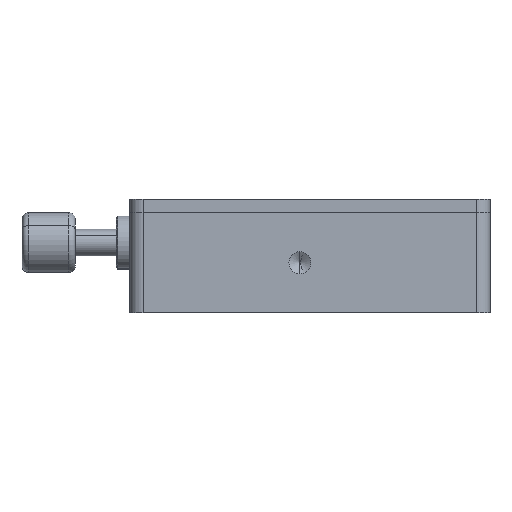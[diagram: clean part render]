
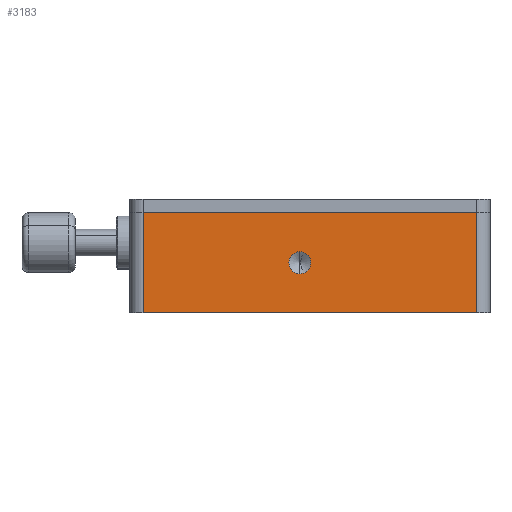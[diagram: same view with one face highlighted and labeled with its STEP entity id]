
A CAD part, left-side view. The second image highlights one B-rep face of the part: STEP entity #3183.
In plain terms, the highlighted planar face has unit normal (-1, 0, 0).
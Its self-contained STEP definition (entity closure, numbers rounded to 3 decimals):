
#15 = VERTEX_POINT ( 'NONE', #10547 ) ;
#228 = VERTEX_POINT ( 'NONE', #625 ) ;
#385 = VERTEX_POINT ( 'NONE', #4365 ) ;
#625 = CARTESIAN_POINT ( 'NONE',  ( -27., -25., -7.5 ) ) ;
#1255 = FACE_BOUND ( 'NONE', #2644, .T. ) ;
#1279 = VECTOR ( 'NONE', #7210, 1000. ) ;
#1782 = EDGE_CURVE ( 'NONE', #385, #228, #3577, .T. ) ;
#1863 = DIRECTION ( 'NONE',  ( 0., 0., 1. ) ) ;
#2164 = EDGE_CURVE ( 'NONE', #2442, #385, #6854, .T. ) ;
#2168 = DIRECTION ( 'NONE',  ( 0., 0., 1. ) ) ;
#2296 = EDGE_CURVE ( 'NONE', #8615, #8332, #10630, .T. ) ;
#2393 = PLANE ( 'NONE',  #11025 ) ;
#2442 = VERTEX_POINT ( 'NONE', #10078 ) ;
#2580 = ORIENTED_EDGE ( 'NONE', *, *, #8764, .T. ) ;
#2644 = EDGE_LOOP ( 'NONE', ( #4391, #6948 ) ) ;
#2800 = DIRECTION ( 'NONE',  ( -1., 0., 0. ) ) ;
#2854 = CARTESIAN_POINT ( 'NONE',  ( -27., -27., -7.5 ) ) ;
#2979 = AXIS2_PLACEMENT_3D ( 'NONE', #9585, #9539, #1863 ) ;
#3168 = ORIENTED_EDGE ( 'NONE', *, *, #2164, .T. ) ;
#3183 = ADVANCED_FACE ( 'NONE', ( #1255, #6134 ), #2393, .F. ) ;
#3284 = CARTESIAN_POINT ( 'NONE',  ( -27., 1.5, 1.65 ) ) ;
#3577 = LINE ( 'NONE', #2854, #1279 ) ;
#4365 = CARTESIAN_POINT ( 'NONE',  ( -27., 25., -7.5 ) ) ;
#4391 = ORIENTED_EDGE ( 'NONE', *, *, #8440, .F. ) ;
#4962 = ORIENTED_EDGE ( 'NONE', *, *, #1782, .T. ) ;
#5095 = VECTOR ( 'NONE', #2168, 1000. ) ;
#5462 = DIRECTION ( 'NONE',  ( 0., 0., -1. ) ) ;
#5509 = CARTESIAN_POINT ( 'NONE',  ( -27., -27., 7.5 ) ) ;
#6133 = EDGE_CURVE ( 'NONE', #2442, #15, #10660, .T. ) ;
#6134 = FACE_OUTER_BOUND ( 'NONE', #6616, .T. ) ;
#6228 = ORIENTED_EDGE ( 'NONE', *, *, #6133, .F. ) ;
#6262 = AXIS2_PLACEMENT_3D ( 'NONE', #8045, #2800, #8851 ) ;
#6378 = DIRECTION ( 'NONE',  ( 0., -1., 0. ) ) ;
#6616 = EDGE_LOOP ( 'NONE', ( #6228, #3168, #4962, #2580 ) ) ;
#6854 = LINE ( 'NONE', #6917, #11166 ) ;
#6917 = CARTESIAN_POINT ( 'NONE',  ( -27., 25., 7.5 ) ) ;
#6948 = ORIENTED_EDGE ( 'NONE', *, *, #2296, .F. ) ;
#7034 = VECTOR ( 'NONE', #6378, 1000. ) ;
#7210 = DIRECTION ( 'NONE',  ( 0., -1., 0. ) ) ;
#7233 = CARTESIAN_POINT ( 'NONE',  ( -27., 1.5, -1.65 ) ) ;
#7378 = CARTESIAN_POINT ( 'NONE',  ( -27., -25., 7.5 ) ) ;
#7424 = LINE ( 'NONE', #7378, #5095 ) ;
#8045 = CARTESIAN_POINT ( 'NONE',  ( -27., 1.5, 0. ) ) ;
#8332 = VERTEX_POINT ( 'NONE', #3284 ) ;
#8440 = EDGE_CURVE ( 'NONE', #8332, #8615, #9015, .T. ) ;
#8615 = VERTEX_POINT ( 'NONE', #7233 ) ;
#8764 = EDGE_CURVE ( 'NONE', #228, #15, #7424, .T. ) ;
#8851 = DIRECTION ( 'NONE',  ( 0., 0., 1. ) ) ;
#9015 = CIRCLE ( 'NONE', #2979, 1.65 ) ;
#9539 = DIRECTION ( 'NONE',  ( -1., 0., 0. ) ) ;
#9585 = CARTESIAN_POINT ( 'NONE',  ( -27., 1.5, 0. ) ) ;
#10078 = CARTESIAN_POINT ( 'NONE',  ( -27., 25., 7.5 ) ) ;
#10547 = CARTESIAN_POINT ( 'NONE',  ( -27., -25., 7.5 ) ) ;
#10630 = CIRCLE ( 'NONE', #6262, 1.65 ) ;
#10660 = LINE ( 'NONE', #5509, #7034 ) ;
#11025 = AXIS2_PLACEMENT_3D ( 'NONE', #11038, #11203, #5462 ) ;
#11038 = CARTESIAN_POINT ( 'NONE',  ( -27., -27., 7.5 ) ) ;
#11155 = DIRECTION ( 'NONE',  ( 0., 0., -1. ) ) ;
#11166 = VECTOR ( 'NONE', #11155, 1000. ) ;
#11203 = DIRECTION ( 'NONE',  ( 1., 0., 0. ) ) ;
